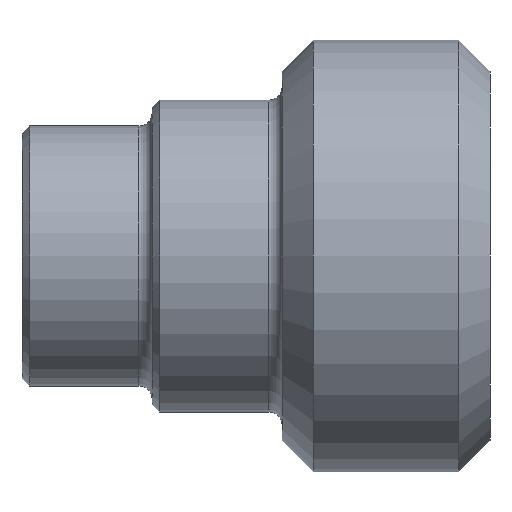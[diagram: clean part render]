
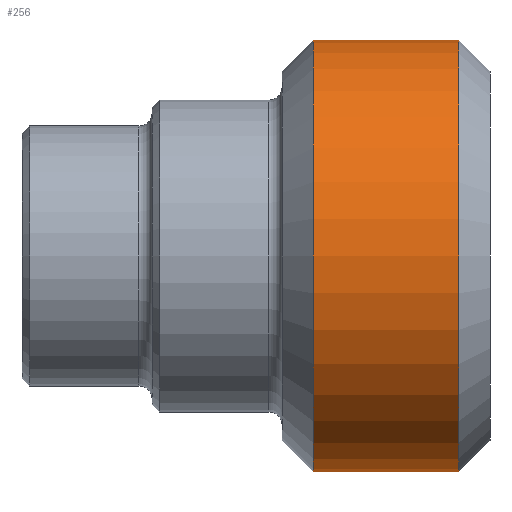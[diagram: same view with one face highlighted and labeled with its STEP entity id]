
A CAD part, front view. The second image highlights one B-rep face of the part: STEP entity #256.
In plain terms, the highlighted cylindrical face has radius 8.3 mm (diameter 16.6 mm), a full revolution.
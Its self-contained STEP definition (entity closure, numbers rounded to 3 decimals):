
#20=CYLINDRICAL_SURFACE('',#313,8.3);
#41=FACE_OUTER_BOUND('',#60,.T.);
#60=EDGE_LOOP('',(#221,#222,#223,#224,#225,#226));
#72=LINE('',#480,#82);
#82=VECTOR('',#402,8.3);
#104=CIRCLE('',#311,8.3);
#105=CIRCLE('',#312,8.3);
#106=CIRCLE('',#314,8.3);
#107=CIRCLE('',#315,8.3);
#127=VERTEX_POINT('',#470);
#128=VERTEX_POINT('',#471);
#129=VERTEX_POINT('',#476);
#130=VERTEX_POINT('',#477);
#158=EDGE_CURVE('',#127,#128,#104,.T.);
#159=EDGE_CURVE('',#128,#127,#105,.T.);
#161=EDGE_CURVE('',#129,#130,#106,.T.);
#162=EDGE_CURVE('',#130,#129,#107,.T.);
#163=EDGE_CURVE('',#130,#128,#72,.T.);
#221=ORIENTED_EDGE('',*,*,#161,.F.);
#222=ORIENTED_EDGE('',*,*,#162,.F.);
#223=ORIENTED_EDGE('',*,*,#163,.T.);
#224=ORIENTED_EDGE('',*,*,#158,.F.);
#225=ORIENTED_EDGE('',*,*,#159,.F.);
#226=ORIENTED_EDGE('',*,*,#163,.F.);
#256=ADVANCED_FACE('',(#41),#20,.T.);
#311=AXIS2_PLACEMENT_3D('',#472,#391,#392);
#312=AXIS2_PLACEMENT_3D('',#473,#393,#394);
#313=AXIS2_PLACEMENT_3D('',#475,#396,#397);
#314=AXIS2_PLACEMENT_3D('',#478,#398,#399);
#315=AXIS2_PLACEMENT_3D('',#479,#400,#401);
#391=DIRECTION('center_axis',(-1.,0.,0.));
#392=DIRECTION('ref_axis',(0.,-1.,0.));
#393=DIRECTION('center_axis',(-1.,0.,0.));
#394=DIRECTION('ref_axis',(0.,-1.,0.));
#396=DIRECTION('center_axis',(1.,0.,0.));
#397=DIRECTION('ref_axis',(0.,1.,0.));
#398=DIRECTION('center_axis',(1.,0.,0.));
#399=DIRECTION('ref_axis',(0.,-1.,0.));
#400=DIRECTION('center_axis',(1.,0.,0.));
#401=DIRECTION('ref_axis',(0.,-1.,0.));
#402=DIRECTION('',(-1.,0.,0.));
#470=CARTESIAN_POINT('',(-6.8,8.3,0.));
#471=CARTESIAN_POINT('',(-6.8,-8.3,0.));
#472=CARTESIAN_POINT('Origin',(-6.8,0.,0.));
#473=CARTESIAN_POINT('Origin',(-6.8,0.,0.));
#475=CARTESIAN_POINT('Origin',(-4.,0.,0.));
#476=CARTESIAN_POINT('',(-1.2,8.3,0.));
#477=CARTESIAN_POINT('',(-1.2,-8.3,0.));
#478=CARTESIAN_POINT('Origin',(-1.2,0.,0.));
#479=CARTESIAN_POINT('Origin',(-1.2,0.,0.));
#480=CARTESIAN_POINT('',(-4.,-8.3,0.));
